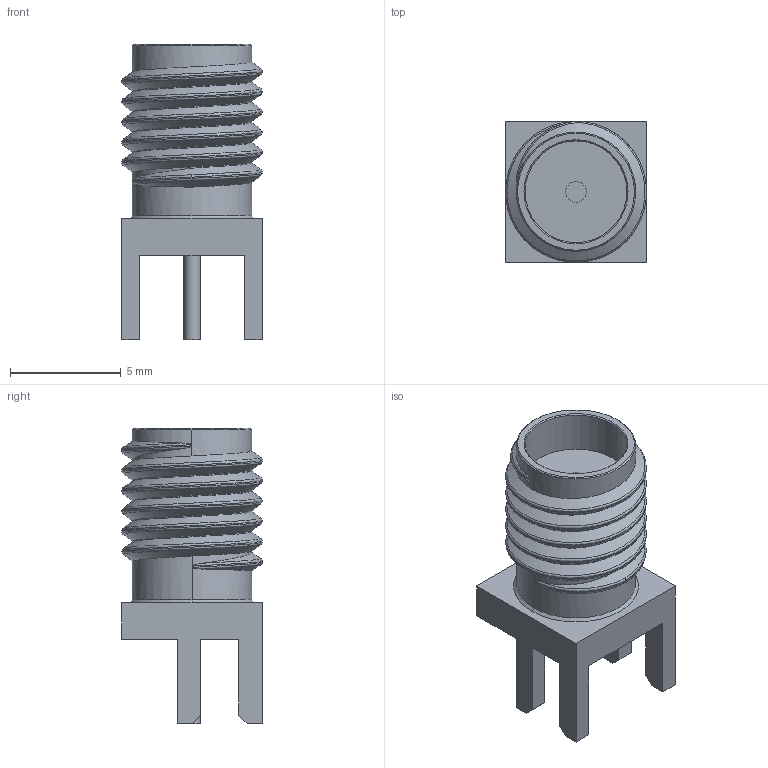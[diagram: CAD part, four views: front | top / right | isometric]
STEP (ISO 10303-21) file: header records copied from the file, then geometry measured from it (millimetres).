
FILE_DESCRIPTION (( 'STEP AP214' ), '1' );
FILE_NAME ('User Library-142-0711-821.STEP', '2014-10-09T16:40:45', ( 'Windows User' ), ( '' ), 'SwSTEP 2.0', 'SolidWorks 2014', '' );
FILE_SCHEMA (( 'AUTOMOTIVE_DESIGN' ));
Length unit declared in the file: millimetre
Products named in the file (1): User Library-142-0711-821
Bounding box: 6.35 x 6.35 x 13.34 mm (x, y, z)
Volume: 253 mm3; surface area: 413.5 mm2
Topology: 1 solids, 1 shells, 65 faces, 163 edges, 104 vertices
Faces by surface type: plane 28, cylinder 20, bspline 11, cone 6
Entity records: 16154 total; most frequent: CARTESIAN_POINT 13952, ORIENTED_EDGE 326, DIRECTION 251, EDGE_CURVE 163, VERTEX_POINT 104, VECTOR 97, LINE 97, AXIS2_PLACEMENT_3D 77
